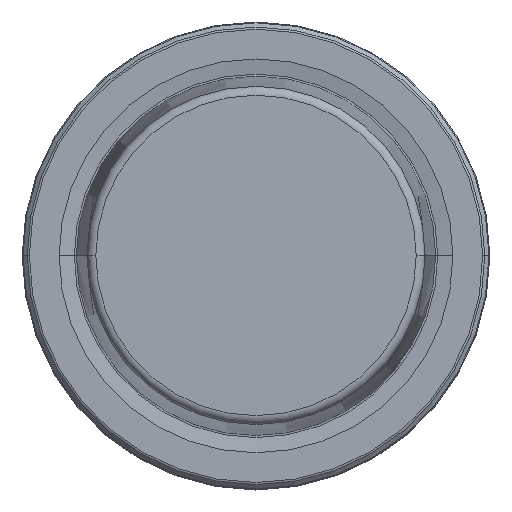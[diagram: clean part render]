
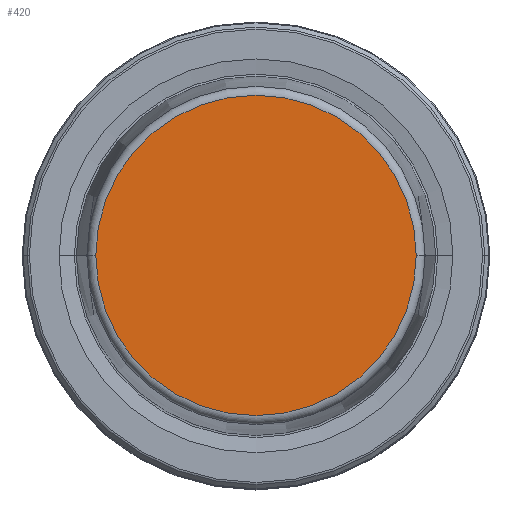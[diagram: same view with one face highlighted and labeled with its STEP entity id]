
A CAD part, top view. The second image highlights one B-rep face of the part: STEP entity #420.
In plain terms, the highlighted planar face has unit normal (0, 0, 1).
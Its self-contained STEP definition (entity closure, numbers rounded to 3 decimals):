
#31 = VERTEX_POINT ( 'NONE', #254 ) ;
#54 = CIRCLE ( 'NONE', #888, 21.581 ) ;
#72 = DIRECTION ( 'NONE',  ( 1., 0., 0. ) ) ;
#106 = CARTESIAN_POINT ( 'NONE',  ( 0., 0., 31.9 ) ) ;
#121 = FACE_OUTER_BOUND ( 'NONE', #284, .T. ) ;
#222 = VERTEX_POINT ( 'NONE', #543 ) ;
#254 = CARTESIAN_POINT ( 'NONE',  ( 21.581, 0., 31.9 ) ) ;
#261 = AXIS2_PLACEMENT_3D ( 'NONE', #1233, #656, #72 ) ;
#284 = EDGE_LOOP ( 'NONE', ( #811, #1033 ) ) ;
#420 = ADVANCED_FACE ( 'NONE', ( #121 ), #915, .F. ) ;
#444 = EDGE_CURVE ( 'NONE', #31, #222, #54, .T. ) ;
#543 = CARTESIAN_POINT ( 'NONE',  ( -21.581, 0., 31.9 ) ) ;
#602 = DIRECTION ( 'NONE',  ( 1., 0., 0. ) ) ;
#644 = CARTESIAN_POINT ( 'NONE',  ( 0., 0., 31.9 ) ) ;
#656 = DIRECTION ( 'NONE',  ( 0., 0., 1. ) ) ;
#716 = EDGE_CURVE ( 'NONE', #222, #31, #1099, .T. ) ;
#811 = ORIENTED_EDGE ( 'NONE', *, *, #444, .T. ) ;
#823 = DIRECTION ( 'NONE',  ( 0., 0., 1. ) ) ;
#835 = DIRECTION ( 'NONE',  ( -1., 0., 0. ) ) ;
#888 = AXIS2_PLACEMENT_3D ( 'NONE', #106, #823, #602 ) ;
#915 = PLANE ( 'NONE',  #1075 ) ;
#992 = DIRECTION ( 'NONE',  ( 0., 0., -1. ) ) ;
#1033 = ORIENTED_EDGE ( 'NONE', *, *, #716, .T. ) ;
#1075 = AXIS2_PLACEMENT_3D ( 'NONE', #644, #992, #835 ) ;
#1099 = CIRCLE ( 'NONE', #261, 21.581 ) ;
#1233 = CARTESIAN_POINT ( 'NONE',  ( 0., 0., 31.9 ) ) ;
